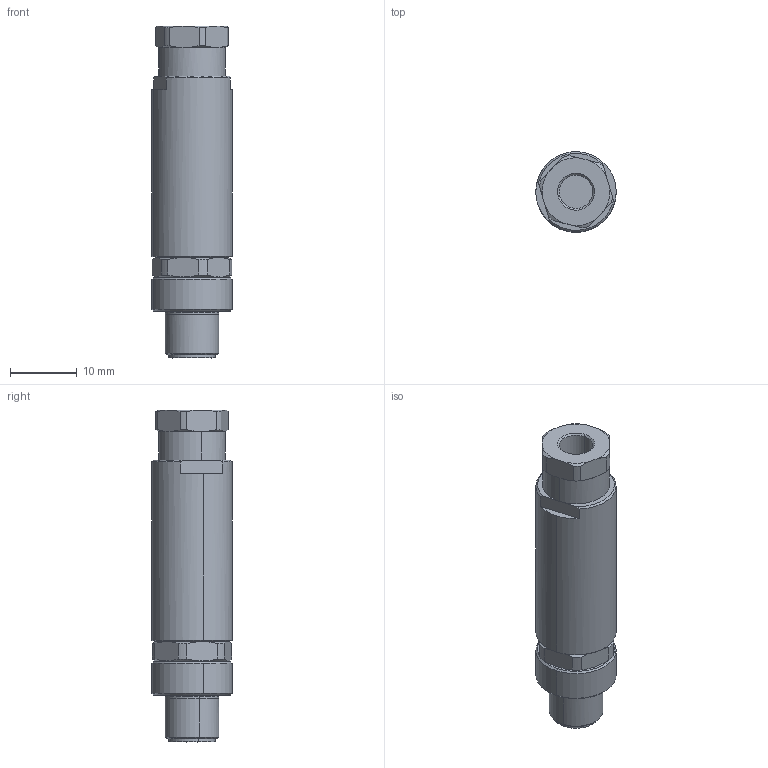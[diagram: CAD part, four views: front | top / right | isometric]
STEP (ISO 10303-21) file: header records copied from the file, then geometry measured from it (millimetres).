
FILE_DESCRIPTION(('CATIA V5 STEP Exchange','CAx-IF Rec.Pracs.--- Model Styling and Organization---1.4--- 2014-01-23'),'2;1');
FILE_NAME ('022230-2_0', '2021-03-08T16:55:11+00:00', ('none'), ('Weidmueller'), 'CATIA Version 5-6 Release 2016 SP3 HF44', 'CATIA V5 STEP AP214', 'none');
FILE_SCHEMA(('AUTOMOTIVE_DESIGN { 1 0 10303 214 1 1 1 1 }'));
Length unit declared in the file: millimetre
Products named in the file (1): 1803850000
Bounding box: 12 x 11.99 x 49.6 mm (x, y, z)
Volume: 4320.5 mm3; surface area: 3148.7 mm2
Topology: 6 solids, 6 shells, 136 faces, 315 edges, 199 vertices
Faces by surface type: plane 44, cylinder 40, cone 40, torus 8, bspline 4
Entity records: 4280 total; most frequent: CARTESIAN_POINT 1402, ORIENTED_EDGE 630, DIRECTION 471, EDGE_CURVE 315, AXIS2_PLACEMENT_3D 251, VERTEX_POINT 199, EDGE_LOOP 146, ADVANCED_FACE 136
